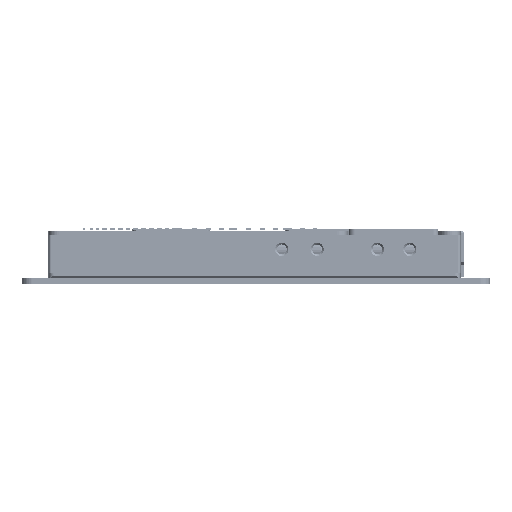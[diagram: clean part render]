
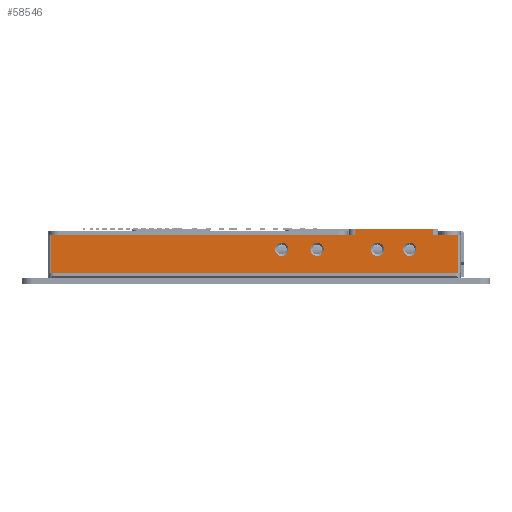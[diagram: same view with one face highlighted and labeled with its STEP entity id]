
A CAD part, front view. The second image highlights one B-rep face of the part: STEP entity #58546.
In plain terms, the highlighted planar face has unit normal (0, -1, 0).
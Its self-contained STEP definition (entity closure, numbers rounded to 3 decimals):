
#4374=FACE_BOUND('',#9885,.T.);
#4375=FACE_BOUND('',#9886,.T.);
#4376=FACE_BOUND('',#9887,.T.);
#4377=FACE_BOUND('',#9888,.T.);
#4574=PLANE('',#62546);
#6890=FACE_OUTER_BOUND('',#9884,.T.);
#9884=EDGE_LOOP('',(#41764,#41765,#41766,#41767,#41768,#41769,#41770,#41771));
#9885=EDGE_LOOP('',(#41772));
#9886=EDGE_LOOP('',(#41773));
#9887=EDGE_LOOP('',(#41774));
#9888=EDGE_LOOP('',(#41775));
#13090=LINE('',#85062,#19974);
#13096=LINE('',#85080,#19980);
#13097=LINE('',#85082,#19981);
#13098=LINE('',#85084,#19982);
#13099=LINE('',#85086,#19983);
#13100=LINE('',#85088,#19984);
#13101=LINE('',#85090,#19985);
#13102=LINE('',#85091,#19986);
#19974=VECTOR('',#67890,10.);
#19980=VECTOR('',#67906,10.);
#19981=VECTOR('',#67909,10.);
#19982=VECTOR('',#67910,10.);
#19983=VECTOR('',#67911,10.);
#19984=VECTOR('',#67912,10.);
#19985=VECTOR('',#67913,10.);
#19986=VECTOR('',#67914,10.);
#26845=CIRCLE('',#62502,2.25);
#26848=CIRCLE('',#62507,2.25);
#26851=CIRCLE('',#62512,2.25);
#26854=CIRCLE('',#62517,2.25);
#28010=VERTEX_POINT('',#84979);
#28013=VERTEX_POINT('',#84989);
#28016=VERTEX_POINT('',#84999);
#28019=VERTEX_POINT('',#85009);
#28035=VERTEX_POINT('',#85059);
#28036=VERTEX_POINT('',#85061);
#28040=VERTEX_POINT('',#85073);
#28043=VERTEX_POINT('',#85078);
#28044=VERTEX_POINT('',#85083);
#28045=VERTEX_POINT('',#85085);
#28046=VERTEX_POINT('',#85087);
#28047=VERTEX_POINT('',#85089);
#33424=EDGE_CURVE('',#28010,#28010,#26845,.T.);
#33429=EDGE_CURVE('',#28013,#28013,#26848,.T.);
#33434=EDGE_CURVE('',#28016,#28016,#26851,.T.);
#33439=EDGE_CURVE('',#28019,#28019,#26854,.T.);
#33463=EDGE_CURVE('',#28035,#28036,#13090,.T.);
#33472=EDGE_CURVE('',#28043,#28040,#13096,.T.);
#33473=EDGE_CURVE('',#28040,#28035,#13097,.T.);
#33474=EDGE_CURVE('',#28044,#28043,#13098,.T.);
#33475=EDGE_CURVE('',#28045,#28044,#13099,.T.);
#33476=EDGE_CURVE('',#28045,#28046,#13100,.T.);
#33477=EDGE_CURVE('',#28047,#28046,#13101,.T.);
#33478=EDGE_CURVE('',#28036,#28047,#13102,.T.);
#41764=ORIENTED_EDGE('',*,*,#33463,.F.);
#41765=ORIENTED_EDGE('',*,*,#33473,.F.);
#41766=ORIENTED_EDGE('',*,*,#33472,.F.);
#41767=ORIENTED_EDGE('',*,*,#33474,.F.);
#41768=ORIENTED_EDGE('',*,*,#33475,.F.);
#41769=ORIENTED_EDGE('',*,*,#33476,.T.);
#41770=ORIENTED_EDGE('',*,*,#33477,.F.);
#41771=ORIENTED_EDGE('',*,*,#33478,.F.);
#41772=ORIENTED_EDGE('',*,*,#33424,.T.);
#41773=ORIENTED_EDGE('',*,*,#33429,.T.);
#41774=ORIENTED_EDGE('',*,*,#33434,.T.);
#41775=ORIENTED_EDGE('',*,*,#33439,.T.);
#58546=ADVANCED_FACE('',(#6890,#4374,#4375,#4376,#4377),#4574,.T.);
#62502=AXIS2_PLACEMENT_3D('',#84980,#67795,#67796);
#62507=AXIS2_PLACEMENT_3D('',#84990,#67807,#67808);
#62512=AXIS2_PLACEMENT_3D('',#85000,#67819,#67820);
#62517=AXIS2_PLACEMENT_3D('',#85010,#67831,#67832);
#62546=AXIS2_PLACEMENT_3D('',#85081,#67907,#67908);
#67795=DIRECTION('center_axis',(0.,1.,0.));
#67796=DIRECTION('ref_axis',(0.,0.,-1.));
#67807=DIRECTION('center_axis',(0.,1.,0.));
#67808=DIRECTION('ref_axis',(0.,0.,-1.));
#67819=DIRECTION('center_axis',(0.,1.,0.));
#67820=DIRECTION('ref_axis',(0.,0.,-1.));
#67831=DIRECTION('center_axis',(0.,1.,0.));
#67832=DIRECTION('ref_axis',(0.,0.,-1.));
#67890=DIRECTION('',(0.,0.,-1.));
#67906=DIRECTION('',(0.,0.,1.));
#67907=DIRECTION('center_axis',(0.,-1.,0.));
#67908=DIRECTION('ref_axis',(0.,0.,-1.));
#67909=DIRECTION('',(1.,0.,0.));
#67910=DIRECTION('',(1.,0.,0.));
#67911=DIRECTION('',(0.,0.,1.));
#67912=DIRECTION('',(1.,0.,0.));
#67913=DIRECTION('',(0.,0.,-1.));
#67914=DIRECTION('',(1.,0.,0.));
#84979=CARTESIAN_POINT('',(79.25,-6.5,8.85));
#84980=CARTESIAN_POINT('Origin',(79.25,-6.5,6.6));
#84989=CARTESIAN_POINT('',(122.75,-6.5,8.85));
#84990=CARTESIAN_POINT('Origin',(122.75,-6.5,6.6));
#84999=CARTESIAN_POINT('',(111.75,-6.5,8.85));
#85000=CARTESIAN_POINT('Origin',(111.75,-6.5,6.6));
#85009=CARTESIAN_POINT('',(91.25,-6.5,8.85));
#85010=CARTESIAN_POINT('Origin',(91.25,-6.5,6.6));
#85059=CARTESIAN_POINT('',(130.5,-6.5,13.4));
#85061=CARTESIAN_POINT('',(130.5,-6.5,11.4));
#85062=CARTESIAN_POINT('',(130.5,-6.5,11.4));
#85073=CARTESIAN_POINT('',(104.,-6.5,13.4));
#85078=CARTESIAN_POINT('',(104.,-6.5,11.4));
#85080=CARTESIAN_POINT('',(104.,-6.5,11.4));
#85081=CARTESIAN_POINT('Origin',(0.,-6.5,
11.4));
#85082=CARTESIAN_POINT('',(1.,-6.5,13.4));
#85083=CARTESIAN_POINT('',(1.,-6.5,11.4));
#85084=CARTESIAN_POINT('',(0.,-6.5,11.4));
#85085=CARTESIAN_POINT('',(1.,-6.5,-1.5));
#85086=CARTESIAN_POINT('',(1.,-6.5,7.8));
#85087=CARTESIAN_POINT('',(139.,-6.5,-1.5));
#85088=CARTESIAN_POINT('',(0.,-6.5,-1.5));
#85089=CARTESIAN_POINT('',(139.,-6.5,11.4));
#85090=CARTESIAN_POINT('',(139.,-6.5,7.8));
#85091=CARTESIAN_POINT('',(0.,-6.5,11.4));
